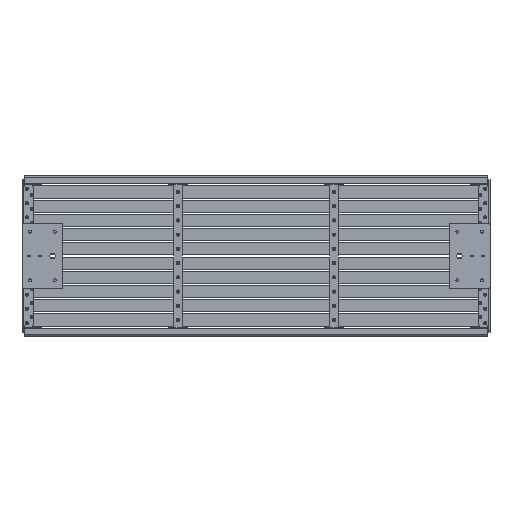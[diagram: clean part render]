
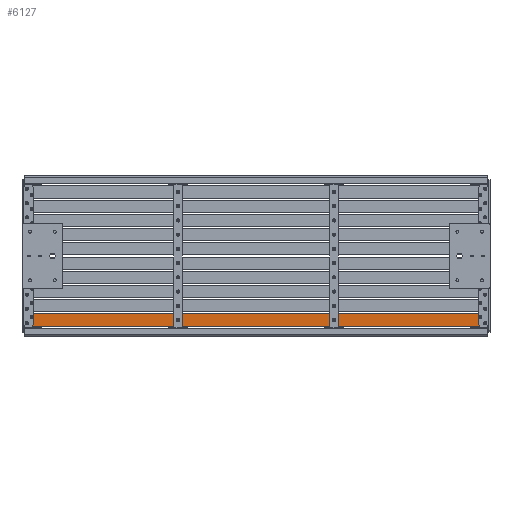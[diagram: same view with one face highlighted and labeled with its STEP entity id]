
A CAD part, front view. The second image highlights one B-rep face of the part: STEP entity #6127.
In plain terms, the highlighted face is planar.
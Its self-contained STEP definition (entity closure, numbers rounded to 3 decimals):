
#756 = AXIS2_PLACEMENT_3D ( 'NONE', #9607, #4413, #11632 ) ;
#769 = CARTESIAN_POINT ( 'NONE',  ( 20., -30., 0. ) ) ;
#1024 = ORIENTED_EDGE ( 'NONE', *, *, #11345, .F. ) ;
#1978 = CARTESIAN_POINT ( 'NONE',  ( 20., -30., 2280. ) ) ;
#2303 = CARTESIAN_POINT ( 'NONE',  ( 20., 30., 0. ) ) ;
#2552 = LINE ( 'NONE', #769, #2630 ) ;
#2630 = VECTOR ( 'NONE', #15203, 1000. ) ;
#4413 = DIRECTION ( 'NONE',  ( -1., 0., 0. ) ) ;
#5039 = VECTOR ( 'NONE', #18635, 1000. ) ;
#5224 = VERTEX_POINT ( 'NONE', #21716 ) ;
#5602 = EDGE_CURVE ( 'NONE', #17082, #21669, #2552, .T. ) ;
#6127 = ADVANCED_FACE ( 'NONE', ( #20587 ), #13153, .F. ) ;
#6249 = DIRECTION ( 'NONE',  ( 0., 0., -1. ) ) ;
#8619 = CARTESIAN_POINT ( 'NONE',  ( 20., -30., 0. ) ) ;
#9607 = CARTESIAN_POINT ( 'NONE',  ( 20., -30., 2280. ) ) ;
#10931 = VERTEX_POINT ( 'NONE', #15548 ) ;
#11033 = VECTOR ( 'NONE', #6249, 1000. ) ;
#11213 = LINE ( 'NONE', #20412, #11033 ) ;
#11345 = EDGE_CURVE ( 'NONE', #10931, #21669, #12765, .T. ) ;
#11632 = DIRECTION ( 'NONE',  ( 0., 0., 1. ) ) ;
#12765 = LINE ( 'NONE', #21834, #22664 ) ;
#13153 = PLANE ( 'NONE',  #756 ) ;
#13837 = ORIENTED_EDGE ( 'NONE', *, *, #5602, .T. ) ;
#14887 = DIRECTION ( 'NONE',  ( 0., 0., -1. ) ) ;
#15203 = DIRECTION ( 'NONE',  ( 0., 1., 0. ) ) ;
#15548 = CARTESIAN_POINT ( 'NONE',  ( 20., 30., 2280. ) ) ;
#17082 = VERTEX_POINT ( 'NONE', #8619 ) ;
#17167 = ORIENTED_EDGE ( 'NONE', *, *, #20032, .F. ) ;
#18635 = DIRECTION ( 'NONE',  ( 0., 1., 0. ) ) ;
#18647 = EDGE_LOOP ( 'NONE', ( #13837, #1024, #17167, #22825 ) ) ;
#20032 = EDGE_CURVE ( 'NONE', #5224, #10931, #20393, .T. ) ;
#20393 = LINE ( 'NONE', #1978, #5039 ) ;
#20412 = CARTESIAN_POINT ( 'NONE',  ( 20., -30., 2280. ) ) ;
#20587 = FACE_OUTER_BOUND ( 'NONE', #18647, .T. ) ;
#21669 = VERTEX_POINT ( 'NONE', #2303 ) ;
#21716 = CARTESIAN_POINT ( 'NONE',  ( 20., -30., 2280. ) ) ;
#21834 = CARTESIAN_POINT ( 'NONE',  ( 20., 30., 2280. ) ) ;
#22043 = EDGE_CURVE ( 'NONE', #5224, #17082, #11213, .T. ) ;
#22664 = VECTOR ( 'NONE', #14887, 1000. ) ;
#22825 = ORIENTED_EDGE ( 'NONE', *, *, #22043, .T. ) ;
